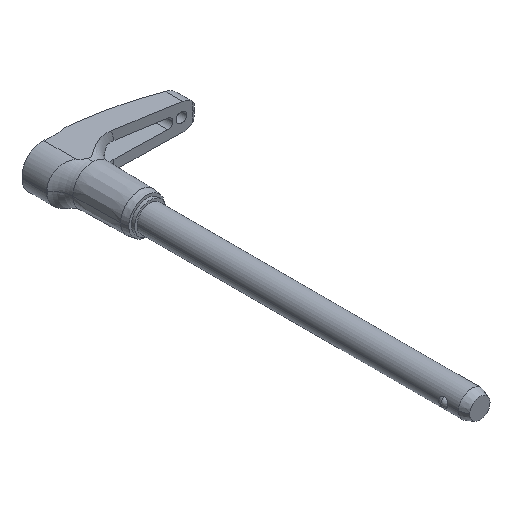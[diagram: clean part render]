
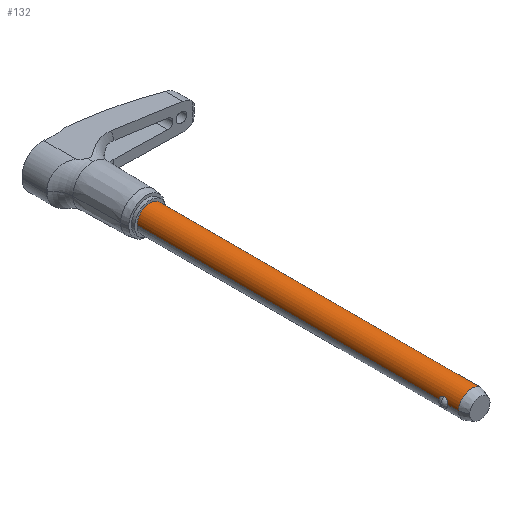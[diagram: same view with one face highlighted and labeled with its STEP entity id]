
A CAD part, isometric view. The second image highlights one B-rep face of the part: STEP entity #132.
In plain terms, the highlighted cylindrical face has radius 3.969 mm (diameter 7.938 mm), a partial arc.
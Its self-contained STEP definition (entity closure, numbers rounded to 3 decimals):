
#132=ADVANCED_FACE('',(#293),#294,.T.);
#293=FACE_OUTER_BOUND('',#485,.T.);
#294=CYLINDRICAL_SURFACE('',#486,3.969);
#485=EDGE_LOOP('',(#808,#809,#810,#811,#812,#813,#814,#815,#816,#817));
#486=AXIS2_PLACEMENT_3D('',#818,#819,#820);
#808=ORIENTED_EDGE('',*,*,#1241,.T.);
#809=ORIENTED_EDGE('',*,*,#1264,.T.);
#810=ORIENTED_EDGE('',*,*,#1257,.T.);
#811=ORIENTED_EDGE('',*,*,#1248,.T.);
#812=ORIENTED_EDGE('',*,*,#1269,.F.);
#813=ORIENTED_EDGE('',*,*,#1246,.T.);
#814=ORIENTED_EDGE('',*,*,#1260,.T.);
#815=ORIENTED_EDGE('',*,*,#1262,.T.);
#816=ORIENTED_EDGE('',*,*,#1243,.T.);
#817=ORIENTED_EDGE('',*,*,#1266,.T.);
#818=CARTESIAN_POINT('',(0.0,-49.911,0.0));
#819=DIRECTION('',(-0.0,1.0,0.0));
#820=DIRECTION('',(1.0,0.0,0.0));
#1241=EDGE_CURVE('',#1520,#1521,#1522,.T.);
#1243=EDGE_CURVE('',#1525,#1523,#1526,.T.);
#1246=EDGE_CURVE('',#1531,#1529,#1532,.T.);
#1248=EDGE_CURVE('',#1535,#1533,#1536,.T.);
#1257=EDGE_CURVE('',#1547,#1535,#1549,.T.);
#1260=EDGE_CURVE('',#1529,#1551,#1553,.T.);
#1262=EDGE_CURVE('',#1551,#1525,#1555,.T.);
#1264=EDGE_CURVE('',#1521,#1547,#1557,.T.);
#1266=EDGE_CURVE('',#1523,#1520,#1559,.T.);
#1269=EDGE_CURVE('',#1531,#1533,#1562,.T.);
#1520=VERTEX_POINT('',#2360);
#1521=VERTEX_POINT('',#2361);
#1522=LINE('',#2362,#2363);
#1523=VERTEX_POINT('',#2364);
#1525=VERTEX_POINT('',#2366);
#1526=LINE('',#2367,#2368);
#1529=VERTEX_POINT('',#2384);
#1531=VERTEX_POINT('',#2399);
#1532=LINE('',#2400,#2401);
#1533=VERTEX_POINT('',#2402);
#1535=VERTEX_POINT('',#2404);
#1536=LINE('',#2405,#2406);
#1547=VERTEX_POINT('',#2445);
#1549=B_SPLINE_CURVE_WITH_KNOTS('',3,(#2447,#2448,#2449,#2450,#2451,#2452,#2453,#2454,#2455,#2456,#2457,#2458,#2459,#2460),.UNSPECIFIED.,.F.,.F.,(4,2,2,2,2,2,4),(4.167,4.622,5.077,5.295,5.513,5.882,6.251),.UNSPECIFIED.);
#1551=VERTEX_POINT('',#2462);
#1553=B_SPLINE_CURVE_WITH_KNOTS('',3,(#2464,#2465,#2466,#2467,#2468,#2469,#2470,#2471,#2472,#2473,#2474,#2475,#2476,#2477),.UNSPECIFIED.,.F.,.F.,(4,2,2,2,2,2,4),(6.251,6.62,6.989,7.207,7.425,7.88,8.335),.UNSPECIFIED.);
#1555=B_SPLINE_CURVE_WITH_KNOTS('',3,(#2479,#2480,#2481,#2482,#2483,#2484,#2485,#2486,#2487,#2488,#2489,#2490,#2491,#2492),.UNSPECIFIED.,.F.,.F.,(4,2,2,2,2,2,4),(0.0,0.455,0.91,1.128,1.345,1.715,2.084),.UNSPECIFIED.);
#1557=B_SPLINE_CURVE_WITH_KNOTS('',3,(#2494,#2495,#2496,#2497,#2498,#2499,#2500,#2501,#2502,#2503,#2504,#2505,#2506,#2507),.UNSPECIFIED.,.F.,.F.,(4,2,2,2,2,2,4),(2.084,2.453,2.822,3.04,3.257,3.712,4.167),.UNSPECIFIED.);
#1559=CIRCLE('',#2509,3.969);
#1562=CIRCLE('',#2512,3.969);
#2360=CARTESIAN_POINT('',(3.969,-97.307,0.0));
#2361=CARTESIAN_POINT('',(3.969,-94.087,0.));
#2362=CARTESIAN_POINT('',(3.969,-49.911,0.));
#2363=VECTOR('',#3086,1.0);
#2364=CARTESIAN_POINT('',(-3.969,-97.307,0.));
#2366=CARTESIAN_POINT('',(-3.969,-94.087,0.));
#2367=CARTESIAN_POINT('',(-3.969,-49.911,0.));
#2368=VECTOR('',#3090,1.0);
#2384=CARTESIAN_POINT('',(-3.969,-91.44,0.));
#2399=CARTESIAN_POINT('',(-3.969,0.0,0.));
#2400=CARTESIAN_POINT('',(-3.969,-49.911,0.));
#2401=VECTOR('',#3091,1.0);
#2402=CARTESIAN_POINT('',(3.969,0.0,0.0));
#2404=CARTESIAN_POINT('',(3.969,-91.44,0.));
#2405=CARTESIAN_POINT('',(3.969,-49.911,0.));
#2406=VECTOR('',#3095,1.0);
#2445=CARTESIAN_POINT('',(3.7,-92.763,1.435));
#2447=CARTESIAN_POINT('',(3.7,-92.763,1.435));
#2448=CARTESIAN_POINT('',(3.7,-92.612,1.435));
#2449=CARTESIAN_POINT('',(3.712,-92.45,1.406));
#2450=CARTESIAN_POINT('',(3.754,-92.152,1.289));
#2451=CARTESIAN_POINT('',(3.784,-92.016,1.201));
#2452=CARTESIAN_POINT('',(3.827,-91.853,1.053));
#2453=CARTESIAN_POINT('',(3.842,-91.8,0.996));
#2454=CARTESIAN_POINT('',(3.872,-91.704,0.873));
#2455=CARTESIAN_POINT('',(3.886,-91.661,0.807));
#2456=CARTESIAN_POINT('',(3.919,-91.568,0.638));
#2457=CARTESIAN_POINT('',(3.937,-91.519,0.514));
#2458=CARTESIAN_POINT('',(3.963,-91.455,0.257));
#2459=CARTESIAN_POINT('',(3.969,-91.44,0.123));
#2460=CARTESIAN_POINT('',(3.969,-91.44,0.));
#2462=CARTESIAN_POINT('',(-3.7,-92.763,1.435));
#2464=CARTESIAN_POINT('',(-3.969,-91.44,0.));
#2465=CARTESIAN_POINT('',(-3.969,-91.44,0.123));
#2466=CARTESIAN_POINT('',(-3.963,-91.455,0.257));
#2467=CARTESIAN_POINT('',(-3.937,-91.519,0.514));
#2468=CARTESIAN_POINT('',(-3.919,-91.568,0.638));
#2469=CARTESIAN_POINT('',(-3.886,-91.661,0.807));
#2470=CARTESIAN_POINT('',(-3.872,-91.704,0.873));
#2471=CARTESIAN_POINT('',(-3.842,-91.8,0.996));
#2472=CARTESIAN_POINT('',(-3.827,-91.853,1.053));
#2473=CARTESIAN_POINT('',(-3.784,-92.016,1.201));
#2474=CARTESIAN_POINT('',(-3.754,-92.152,1.289));
#2475=CARTESIAN_POINT('',(-3.712,-92.45,1.406));
#2476=CARTESIAN_POINT('',(-3.7,-92.612,1.435));
#2477=CARTESIAN_POINT('',(-3.7,-92.763,1.435));
#2479=CARTESIAN_POINT('',(-3.7,-92.763,1.435));
#2480=CARTESIAN_POINT('',(-3.7,-92.915,1.435));
#2481=CARTESIAN_POINT('',(-3.712,-93.076,1.406));
#2482=CARTESIAN_POINT('',(-3.754,-93.374,1.289));
#2483=CARTESIAN_POINT('',(-3.784,-93.511,1.201));
#2484=CARTESIAN_POINT('',(-3.827,-93.674,1.053));
#2485=CARTESIAN_POINT('',(-3.842,-93.727,0.996));
#2486=CARTESIAN_POINT('',(-3.872,-93.823,0.873));
#2487=CARTESIAN_POINT('',(-3.886,-93.866,0.807));
#2488=CARTESIAN_POINT('',(-3.919,-93.958,0.638));
#2489=CARTESIAN_POINT('',(-3.937,-94.008,0.514));
#2490=CARTESIAN_POINT('',(-3.963,-94.072,0.257));
#2491=CARTESIAN_POINT('',(-3.969,-94.087,0.123));
#2492=CARTESIAN_POINT('',(-3.969,-94.087,0.));
#2494=CARTESIAN_POINT('',(3.969,-94.087,0.0));
#2495=CARTESIAN_POINT('',(3.969,-94.087,0.123));
#2496=CARTESIAN_POINT('',(3.963,-94.072,0.257));
#2497=CARTESIAN_POINT('',(3.937,-94.008,0.514));
#2498=CARTESIAN_POINT('',(3.919,-93.958,0.638));
#2499=CARTESIAN_POINT('',(3.886,-93.866,0.807));
#2500=CARTESIAN_POINT('',(3.872,-93.823,0.873));
#2501=CARTESIAN_POINT('',(3.842,-93.727,0.996));
#2502=CARTESIAN_POINT('',(3.827,-93.674,1.053));
#2503=CARTESIAN_POINT('',(3.784,-93.511,1.201));
#2504=CARTESIAN_POINT('',(3.754,-93.374,1.289));
#2505=CARTESIAN_POINT('',(3.712,-93.076,1.406));
#2506=CARTESIAN_POINT('',(3.7,-92.915,1.435));
#2507=CARTESIAN_POINT('',(3.7,-92.763,1.435));
#2509=AXIS2_PLACEMENT_3D('',#3107,#3108,#3109);
#2512=AXIS2_PLACEMENT_3D('',#3113,#3114,#3115);
#3086=DIRECTION('',(0.0,1.0,0.0));
#3090=DIRECTION('',(-0.0,-1.0,-0.0));
#3091=DIRECTION('',(-0.0,-1.0,-0.0));
#3095=DIRECTION('',(0.0,1.0,0.0));
#3107=CARTESIAN_POINT('',(0.0,-97.307,0.0));
#3108=DIRECTION('',(0.,1.0,0.0));
#3109=DIRECTION('',(1.0,0.,0.0));
#3113=CARTESIAN_POINT('',(0.0,0.0,0.0));
#3114=DIRECTION('',(-0.0,1.0,0.0));
#3115=DIRECTION('',(1.0,0.0,0.0));
